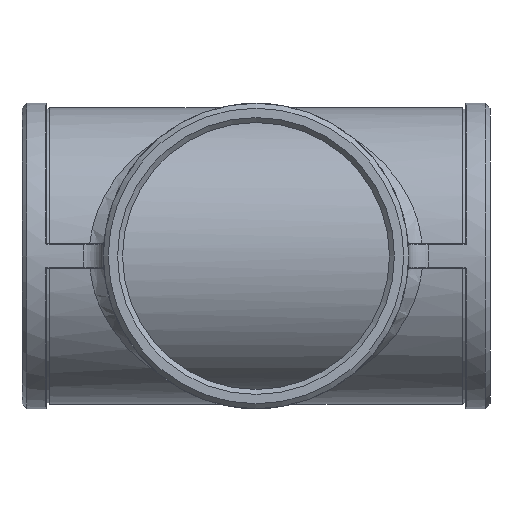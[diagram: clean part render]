
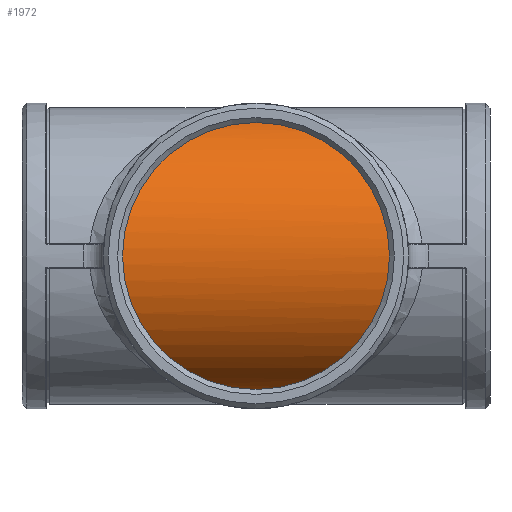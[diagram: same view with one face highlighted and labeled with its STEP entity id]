
A CAD part, front view. The second image highlights one B-rep face of the part: STEP entity #1972.
In plain terms, the highlighted cylindrical face has radius 61.25 mm (diameter 122.5 mm), a partial arc.
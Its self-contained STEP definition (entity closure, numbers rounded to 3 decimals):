
#278=B_SPLINE_CURVE_WITH_KNOTS('',3,(#3147,#3148,#3149,#3150,#3151,#3152,
#3153,#3154,#3155,#3156,#3157,#3158,#3159,#3160,#3161,#3162,#3163,#3164,
#3165,#3166,#3167,#3168,#3169,#3170,#3171,#3172,#3173,#3174,#3175,#3176,
#3177,#3178,#3179,#3180,#3181,#3182,#3183,#3184,#3185,#3186,#3187,#3188,
#3189,#3190,#3191,#3192,#3193,#3194,#3195,#3196,#3197,#3198,#3199,#3200,
#3201,#3202,#3203,#3204,#3205,#3206,#3207,#3208,#3209,#3210,#3211,#3212,
#3213,#3214,#3215,#3216,#3217,#3218,#3219,#3220,#3221,#3222,#3223,#3224,
#3225,#3226,#3227,#3228),.UNSPECIFIED.,.T.,.F.,(4,2,2,2,2,2,2,2,2,2,2,2,
2,2,2,2,2,2,2,2,2,2,2,2,2,2,2,2,2,2,2,2,2,2,2,2,2,2,2,2,4),(0.,0.64,
1.28,1.92,2.56,3.839,5.119,
6.277,7.435,8.593,9.751,10.908,
12.066,13.224,14.382,15.662,16.942,
17.581,18.221,18.861,19.501,20.141,
20.781,21.421,22.061,23.34,24.62,
25.778,26.936,28.094,29.252,30.41,
31.567,32.725,33.883,35.163,36.443,
37.083,37.722,38.362,39.002),
 .UNSPECIFIED.);
#339=CYLINDRICAL_SURFACE('',#2129,61.25);
#392=FACE_OUTER_BOUND('',#535,.T.);
#535=EDGE_LOOP('',(#1351));
#861=VERTEX_POINT('',#3146);
#1047=EDGE_CURVE('',#861,#861,#278,.T.);
#1351=ORIENTED_EDGE('',*,*,#1047,.F.);
#1972=ADVANCED_FACE('',(#392),#339,.T.);
#2129=AXIS2_PLACEMENT_3D('',#3145,#2429,#2430);
#2429=DIRECTION('center_axis',(1.,0.,0.));
#2430=DIRECTION('ref_axis',(0.,-1.,0.));
#3145=CARTESIAN_POINT('Origin',(0.,0.,0.));
#3146=CARTESIAN_POINT('',(0.,-22.671,56.9));
#3147=CARTESIAN_POINT('Ctrl Pts',(0.,-22.671,
56.9));
#3148=CARTESIAN_POINT('Ctrl Pts',(2.133,-22.671,56.9));
#3149=CARTESIAN_POINT('Ctrl Pts',(4.152,-22.971,56.782));
#3150=CARTESIAN_POINT('Ctrl Pts',(8.038,-23.98,56.363));
#3151=CARTESIAN_POINT('Ctrl Pts',(9.905,-24.687,56.062));
#3152=CARTESIAN_POINT('Ctrl Pts',(13.547,-26.36,55.295));
#3153=CARTESIAN_POINT('Ctrl Pts',(15.32,-27.326,54.829));
#3154=CARTESIAN_POINT('Ctrl Pts',(18.799,-29.418,53.736));
#3155=CARTESIAN_POINT('Ctrl Pts',(20.505,-30.545,53.108));
#3156=CARTESIAN_POINT('Ctrl Pts',(25.536,-34.063,50.978));
#3157=CARTESIAN_POINT('Ctrl Pts',(28.759,-36.578,49.233));
#3158=CARTESIAN_POINT('Ctrl Pts',(34.825,-41.517,45.146));
#3159=CARTESIAN_POINT('Ctrl Pts',(37.666,-43.944,42.803));
#3160=CARTESIAN_POINT('Ctrl Pts',(42.558,-48.206,37.911));
#3161=CARTESIAN_POINT('Ctrl Pts',(44.813,-50.214,35.247));
#3162=CARTESIAN_POINT('Ctrl Pts',(48.898,-53.89,29.318));
#3163=CARTESIAN_POINT('Ctrl Pts',(50.727,-55.559,26.053));
#3164=CARTESIAN_POINT('Ctrl Pts',(53.736,-58.319,19.09));
#3165=CARTESIAN_POINT('Ctrl Pts',(54.919,-59.413,15.384));
#3166=CARTESIAN_POINT('Ctrl Pts',(56.501,-60.879,7.768));
#3167=CARTESIAN_POINT('Ctrl Pts',(56.9,-61.25,3.86));
#3168=CARTESIAN_POINT('Ctrl Pts',(56.9,-61.25,-3.86));
#3169=CARTESIAN_POINT('Ctrl Pts',(56.501,-60.879,-7.768));
#3170=CARTESIAN_POINT('Ctrl Pts',(54.919,-59.413,-15.384));
#3171=CARTESIAN_POINT('Ctrl Pts',(53.736,-58.319,-19.09));
#3172=CARTESIAN_POINT('Ctrl Pts',(50.727,-55.559,-26.053));
#3173=CARTESIAN_POINT('Ctrl Pts',(48.898,-53.89,-29.318));
#3174=CARTESIAN_POINT('Ctrl Pts',(44.813,-50.214,-35.247));
#3175=CARTESIAN_POINT('Ctrl Pts',(42.558,-48.206,-37.911));
#3176=CARTESIAN_POINT('Ctrl Pts',(37.666,-43.944,-42.803));
#3177=CARTESIAN_POINT('Ctrl Pts',(34.825,-41.517,-45.146));
#3178=CARTESIAN_POINT('Ctrl Pts',(28.759,-36.578,-49.233));
#3179=CARTESIAN_POINT('Ctrl Pts',(25.536,-34.063,-50.978));
#3180=CARTESIAN_POINT('Ctrl Pts',(20.505,-30.545,-53.108));
#3181=CARTESIAN_POINT('Ctrl Pts',(18.799,-29.418,-53.736));
#3182=CARTESIAN_POINT('Ctrl Pts',(15.32,-27.326,-54.829));
#3183=CARTESIAN_POINT('Ctrl Pts',(13.547,-26.36,-55.295));
#3184=CARTESIAN_POINT('Ctrl Pts',(9.905,-24.687,-56.062));
#3185=CARTESIAN_POINT('Ctrl Pts',(8.038,-23.98,-56.363));
#3186=CARTESIAN_POINT('Ctrl Pts',(4.152,-22.971,-56.782));
#3187=CARTESIAN_POINT('Ctrl Pts',(2.133,-22.671,-56.9));
#3188=CARTESIAN_POINT('Ctrl Pts',(-2.133,-22.671,-56.9));
#3189=CARTESIAN_POINT('Ctrl Pts',(-4.152,-22.971,-56.782));
#3190=CARTESIAN_POINT('Ctrl Pts',(-8.038,-23.98,-56.363));
#3191=CARTESIAN_POINT('Ctrl Pts',(-9.905,-24.687,-56.062));
#3192=CARTESIAN_POINT('Ctrl Pts',(-13.547,-26.36,-55.295));
#3193=CARTESIAN_POINT('Ctrl Pts',(-15.32,-27.326,-54.829));
#3194=CARTESIAN_POINT('Ctrl Pts',(-18.799,-29.418,-53.736));
#3195=CARTESIAN_POINT('Ctrl Pts',(-20.505,-30.545,-53.108));
#3196=CARTESIAN_POINT('Ctrl Pts',(-25.536,-34.063,-50.978));
#3197=CARTESIAN_POINT('Ctrl Pts',(-28.759,-36.578,-49.233));
#3198=CARTESIAN_POINT('Ctrl Pts',(-34.825,-41.517,-45.146));
#3199=CARTESIAN_POINT('Ctrl Pts',(-37.666,-43.944,-42.803));
#3200=CARTESIAN_POINT('Ctrl Pts',(-42.558,-48.206,-37.911));
#3201=CARTESIAN_POINT('Ctrl Pts',(-44.813,-50.214,-35.247));
#3202=CARTESIAN_POINT('Ctrl Pts',(-48.898,-53.89,-29.318));
#3203=CARTESIAN_POINT('Ctrl Pts',(-50.727,-55.559,-26.053));
#3204=CARTESIAN_POINT('Ctrl Pts',(-53.736,-58.319,-19.09));
#3205=CARTESIAN_POINT('Ctrl Pts',(-54.919,-59.413,-15.384));
#3206=CARTESIAN_POINT('Ctrl Pts',(-56.501,-60.879,-7.768));
#3207=CARTESIAN_POINT('Ctrl Pts',(-56.9,-61.25,-3.86));
#3208=CARTESIAN_POINT('Ctrl Pts',(-56.9,-61.25,3.86));
#3209=CARTESIAN_POINT('Ctrl Pts',(-56.501,-60.879,7.768));
#3210=CARTESIAN_POINT('Ctrl Pts',(-54.919,-59.413,15.384));
#3211=CARTESIAN_POINT('Ctrl Pts',(-53.736,-58.319,19.09));
#3212=CARTESIAN_POINT('Ctrl Pts',(-50.727,-55.559,26.053));
#3213=CARTESIAN_POINT('Ctrl Pts',(-48.898,-53.89,29.318));
#3214=CARTESIAN_POINT('Ctrl Pts',(-44.813,-50.214,35.247));
#3215=CARTESIAN_POINT('Ctrl Pts',(-42.558,-48.206,37.911));
#3216=CARTESIAN_POINT('Ctrl Pts',(-37.666,-43.944,42.803));
#3217=CARTESIAN_POINT('Ctrl Pts',(-34.825,-41.517,45.146));
#3218=CARTESIAN_POINT('Ctrl Pts',(-28.759,-36.578,49.233));
#3219=CARTESIAN_POINT('Ctrl Pts',(-25.536,-34.063,50.978));
#3220=CARTESIAN_POINT('Ctrl Pts',(-20.505,-30.545,53.108));
#3221=CARTESIAN_POINT('Ctrl Pts',(-18.799,-29.418,53.736));
#3222=CARTESIAN_POINT('Ctrl Pts',(-15.32,-27.326,54.829));
#3223=CARTESIAN_POINT('Ctrl Pts',(-13.547,-26.36,55.295));
#3224=CARTESIAN_POINT('Ctrl Pts',(-9.905,-24.687,56.062));
#3225=CARTESIAN_POINT('Ctrl Pts',(-8.038,-23.98,56.363));
#3226=CARTESIAN_POINT('Ctrl Pts',(-4.152,-22.971,56.782));
#3227=CARTESIAN_POINT('Ctrl Pts',(-2.133,-22.671,56.9));
#3228=CARTESIAN_POINT('Ctrl Pts',(0.,-22.671,
56.9));
